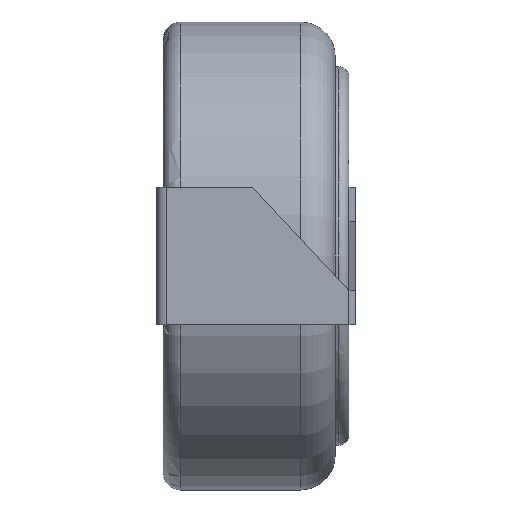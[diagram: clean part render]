
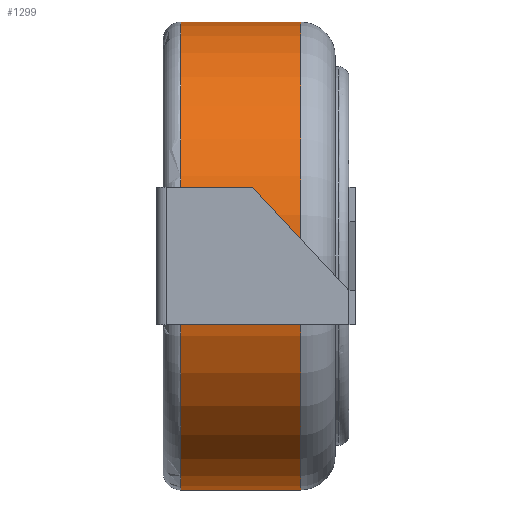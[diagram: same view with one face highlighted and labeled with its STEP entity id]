
A CAD part, left-side view. The second image highlights one B-rep face of the part: STEP entity #1299.
In plain terms, the highlighted cylindrical face has radius 3.4 mm (diameter 6.8 mm), a partial arc.
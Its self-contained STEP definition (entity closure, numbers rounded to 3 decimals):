
#51 = CIRCLE ( 'NONE', #702, 3.4 ) ;
#92 = DIRECTION ( 'NONE',  ( 0., 1., 0. ) ) ;
#121 = VECTOR ( 'NONE', #716, 1000. ) ;
#154 = VECTOR ( 'NONE', #874, 1000. ) ;
#169 = DIRECTION ( 'NONE',  ( 0., 0., 1. ) ) ;
#232 = EDGE_CURVE ( 'NONE', #1741, #1983, #51, .T. ) ;
#412 = LINE ( 'NONE', #1634, #154 ) ;
#424 = CARTESIAN_POINT ( 'NONE',  ( 0., 0.7, 0. ) ) ;
#440 = AXIS2_PLACEMENT_3D ( 'NONE', #424, #92, #877 ) ;
#504 = CIRCLE ( 'NONE', #440, 3.4 ) ;
#545 = CARTESIAN_POINT ( 'NONE',  ( 0., 0.7, -3.4 ) ) ;
#653 = CYLINDRICAL_SURFACE ( 'NONE', #695, 3.4 ) ;
#695 = AXIS2_PLACEMENT_3D ( 'NONE', #1727, #1431, #169 ) ;
#702 = AXIS2_PLACEMENT_3D ( 'NONE', #1729, #1163, #1497 ) ;
#716 = DIRECTION ( 'NONE',  ( 0., 1., 0. ) ) ;
#874 = DIRECTION ( 'NONE',  ( 0., 1., 0. ) ) ;
#877 = DIRECTION ( 'NONE',  ( 0., 0., 1. ) ) ;
#896 = CARTESIAN_POINT ( 'NONE',  ( 0., 2.446, 3.4 ) ) ;
#923 = VERTEX_POINT ( 'NONE', #1250 ) ;
#1000 = ORIENTED_EDGE ( 'NONE', *, *, #1868, .T. ) ;
#1048 = LINE ( 'NONE', #1669, #121 ) ;
#1110 = EDGE_CURVE ( 'NONE', #1807, #1983, #1048, .T. ) ;
#1141 = EDGE_CURVE ( 'NONE', #923, #1741, #412, .T. ) ;
#1163 = DIRECTION ( 'NONE',  ( 0., -1., 0. ) ) ;
#1250 = CARTESIAN_POINT ( 'NONE',  ( 0., 0.7, 3.4 ) ) ;
#1299 = ADVANCED_FACE ( 'NONE', ( #1582 ), #653, .T. ) ;
#1431 = DIRECTION ( 'NONE',  ( 0., 1., 0. ) ) ;
#1497 = DIRECTION ( 'NONE',  ( 0., 0., 1. ) ) ;
#1582 = FACE_OUTER_BOUND ( 'NONE', #1981, .T. ) ;
#1634 = CARTESIAN_POINT ( 'NONE',  ( 0., 0.2, 3.4 ) ) ;
#1669 = CARTESIAN_POINT ( 'NONE',  ( 0., 0.2, -3.4 ) ) ;
#1675 = ORIENTED_EDGE ( 'NONE', *, *, #232, .T. ) ;
#1694 = CARTESIAN_POINT ( 'NONE',  ( 0., 2.446, -3.4 ) ) ;
#1727 = CARTESIAN_POINT ( 'NONE',  ( 0., 0.2, 0. ) ) ;
#1729 = CARTESIAN_POINT ( 'NONE',  ( 0., 2.446, 0. ) ) ;
#1741 = VERTEX_POINT ( 'NONE', #896 ) ;
#1797 = ORIENTED_EDGE ( 'NONE', *, *, #1141, .T. ) ;
#1798 = ORIENTED_EDGE ( 'NONE', *, *, #1110, .F. ) ;
#1807 = VERTEX_POINT ( 'NONE', #545 ) ;
#1868 = EDGE_CURVE ( 'NONE', #1807, #923, #504, .T. ) ;
#1981 = EDGE_LOOP ( 'NONE', ( #1798, #1000, #1797, #1675 ) ) ;
#1983 = VERTEX_POINT ( 'NONE', #1694 ) ;
